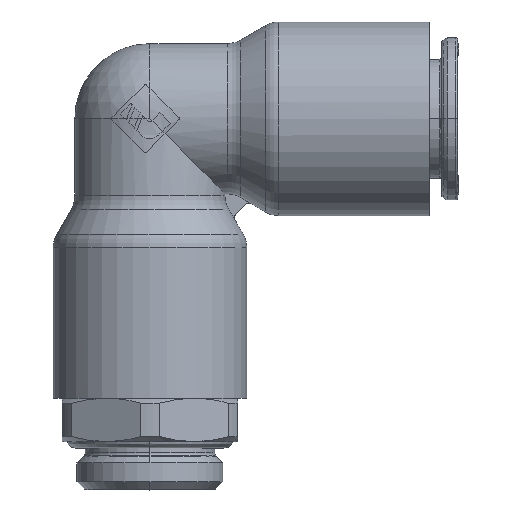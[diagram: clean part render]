
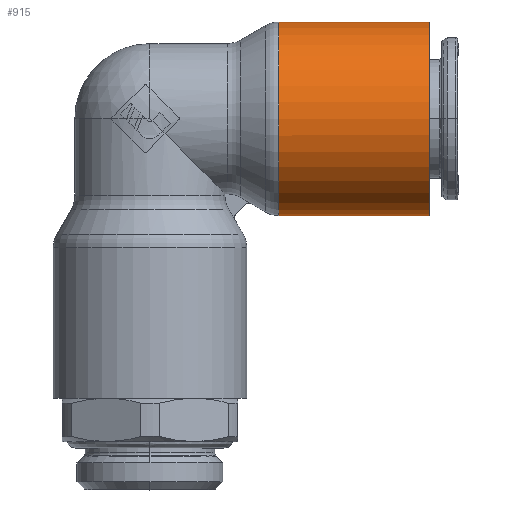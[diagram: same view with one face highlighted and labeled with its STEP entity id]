
A CAD part, top view. The second image highlights one B-rep face of the part: STEP entity #915.
In plain terms, the highlighted cylindrical face has radius 11.05 mm (diameter 22.1 mm), a partial arc.
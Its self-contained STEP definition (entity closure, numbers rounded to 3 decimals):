
#915=ADVANCED_FACE('',(#2468),#2469,.T.);
#2468=FACE_OUTER_BOUND('',#7810,.T.);
#2469=CYLINDRICAL_SURFACE('',#7811,11.05);
#7810=EDGE_LOOP('',(#13334,#13335,#13336,#13337));
#7811=AXIS2_PLACEMENT_3D('',#13338,#13339,#13340);
#13334=ORIENTED_EDGE('',*,*,#16344,.F.);
#13335=ORIENTED_EDGE('',*,*,#16341,.F.);
#13336=ORIENTED_EDGE('',*,*,#16343,.T.);
#13337=ORIENTED_EDGE('',*,*,#16350,.F.);
#13338=CARTESIAN_POINT('',(-10.599,0.,0.0));
#13339=DIRECTION('',(-1.0,-0.0,0.0));
#13340=DIRECTION('',(0.0,-1.0,0.0));
#16341=EDGE_CURVE('',#19508,#19509,#19510,.T.);
#16343=EDGE_CURVE('',#19508,#19512,#19513,.T.);
#16344=EDGE_CURVE('',#19509,#19514,#19515,.T.);
#16350=EDGE_CURVE('',#19514,#19512,#19521,.T.);
#19508=VERTEX_POINT('',#26763);
#19509=VERTEX_POINT('',#26764);
#19510=CIRCLE('',#26765,11.05);
#19512=VERTEX_POINT('',#26767);
#19513=LINE('',#26768,#26769);
#19514=VERTEX_POINT('',#26770);
#19515=LINE('',#26771,#26772);
#19521=CIRCLE('',#26782,11.05);
#26763=CARTESIAN_POINT('',(31.9,11.05,0.0));
#26764=CARTESIAN_POINT('',(31.9,-11.05,0.0));
#26765=AXIS2_PLACEMENT_3D('',#30226,#30227,#30228);
#26767=CARTESIAN_POINT('',(14.704,11.05,0.004));
#26768=CARTESIAN_POINT('',(31.9,11.05,0.0));
#26769=VECTOR('',#30232,17.196);
#26770=CARTESIAN_POINT('',(14.704,-11.05,-0.004));
#26771=CARTESIAN_POINT('',(31.9,-11.05,0.0));
#26772=VECTOR('',#30233,17.196);
#26782=AXIS2_PLACEMENT_3D('',#30246,#30247,#30248);
#30226=CARTESIAN_POINT('',(31.9,0.0,0.0));
#30227=DIRECTION('',(1.0,0.0,0.0));
#30228=DIRECTION('',(0.0,1.0,0.0));
#30232=DIRECTION('',(-1.0,0.0,0.0));
#30233=DIRECTION('',(-1.0,0.0,0.0));
#30246=CARTESIAN_POINT('',(14.704,0.,0.0));
#30247=DIRECTION('',(-1.0,0.0,0.0));
#30248=DIRECTION('',(0.0,-1.0,0.0));
